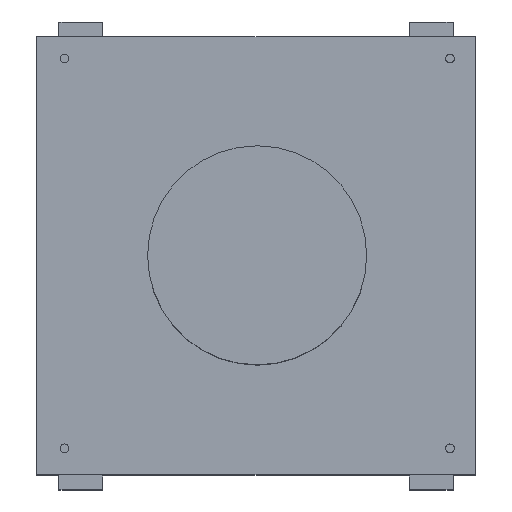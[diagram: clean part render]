
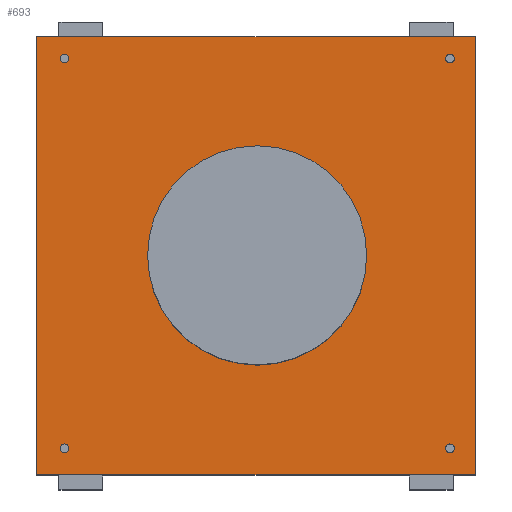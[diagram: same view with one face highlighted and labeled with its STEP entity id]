
A CAD part, top view. The second image highlights one B-rep face of the part: STEP entity #693.
In plain terms, the highlighted planar face has unit normal (0, 0, 1).
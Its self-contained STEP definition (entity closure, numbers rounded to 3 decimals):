
#158=FACE_OUTER_BOUND('',#203,.T.);
#203=EDGE_LOOP('',(#581,#582,#583,#584));
#256=LINE('',#1247,#321);
#259=LINE('',#1253,#324);
#262=LINE('',#1259,#327);
#265=LINE('',#1263,#330);
#321=VECTOR('',#1040,10.);
#324=VECTOR('',#1045,10.);
#327=VECTOR('',#1050,10.);
#330=VECTOR('',#1055,10.);
#378=VERTEX_POINT('',#1244);
#379=VERTEX_POINT('',#1246);
#381=VERTEX_POINT('',#1252);
#383=VERTEX_POINT('',#1258);
#444=EDGE_CURVE('',#379,#378,#256,.T.);
#447=EDGE_CURVE('',#381,#379,#259,.T.);
#450=EDGE_CURVE('',#383,#381,#262,.T.);
#453=EDGE_CURVE('',#378,#383,#265,.T.);
#581=ORIENTED_EDGE('',*,*,#453,.T.);
#582=ORIENTED_EDGE('',*,*,#450,.T.);
#583=ORIENTED_EDGE('',*,*,#447,.T.);
#584=ORIENTED_EDGE('',*,*,#444,.T.);
#649=PLANE('',#876);
#693=ADVANCED_FACE('',(#158),#649,.T.);
#876=AXIS2_PLACEMENT_3D('',#1264,#1056,#1057);
#1040=DIRECTION('',(-1.,0.,0.));
#1045=DIRECTION('',(0.,1.,0.));
#1050=DIRECTION('',(1.,0.,0.));
#1055=DIRECTION('',(0.,-1.,0.));
#1056=DIRECTION('center_axis',(0.,0.,1.));
#1057=DIRECTION('ref_axis',(1.,0.,0.));
#1244=CARTESIAN_POINT('',(20.,16.,3.5));
#1246=CARTESIAN_POINT('',(26.,16.,3.5));
#1247=CARTESIAN_POINT('',(26.,16.,3.5));
#1252=CARTESIAN_POINT('',(26.,10.,3.5));
#1253=CARTESIAN_POINT('',(26.,10.,3.5));
#1258=CARTESIAN_POINT('',(20.,10.,3.5));
#1259=CARTESIAN_POINT('',(20.,10.,3.5));
#1263=CARTESIAN_POINT('',(20.,16.,3.5));
#1264=CARTESIAN_POINT('Origin',(23.,13.,3.5));
